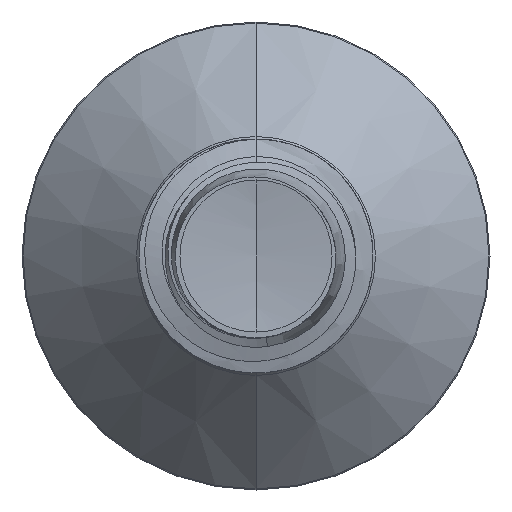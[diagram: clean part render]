
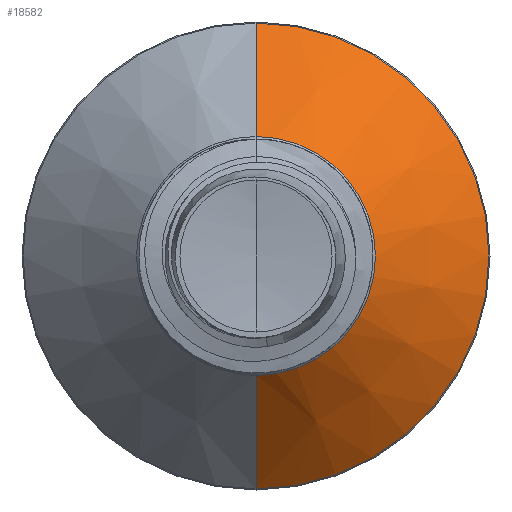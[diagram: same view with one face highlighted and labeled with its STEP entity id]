
A CAD part, front view. The second image highlights one B-rep face of the part: STEP entity #18582.
In plain terms, the highlighted conical face has half-angle 45 degrees and reference radius 2.042 mm.
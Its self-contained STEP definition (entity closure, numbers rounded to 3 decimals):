
#1433 = EDGE_CURVE ( 'NONE', #4154, #3066, #31741, .T. ) ;
#1886 = AXIS2_PLACEMENT_3D ( 'NONE', #31686, #19005, #13376 ) ;
#3066 = VERTEX_POINT ( 'NONE', #12656 ) ;
#3760 = VERTEX_POINT ( 'NONE', #8718 ) ;
#4154 = VERTEX_POINT ( 'NONE', #6549 ) ;
#5608 = EDGE_CURVE ( 'NONE', #4154, #23304, #20264, .T. ) ;
#5772 = LINE ( 'NONE', #26031, #35071 ) ;
#6549 = CARTESIAN_POINT ( 'NONE',  ( 0., 19.842, 2.042 ) ) ;
#8536 = EDGE_CURVE ( 'NONE', #23304, #3760, #13326, .T. ) ;
#8718 = CARTESIAN_POINT ( 'NONE',  ( 0., 21.782, -3.982 ) ) ;
#10723 = AXIS2_PLACEMENT_3D ( 'NONE', #32072, #16699, #34815 ) ;
#12292 = ORIENTED_EDGE ( 'NONE', *, *, #1433, .T. ) ;
#12656 = CARTESIAN_POINT ( 'NONE',  ( 0., 19.842, -2.042 ) ) ;
#12673 = DIRECTION ( 'NONE',  ( 0., 0.707, -0.707 ) ) ;
#12821 = ORIENTED_EDGE ( 'NONE', *, *, #24833, .T. ) ;
#12903 = VECTOR ( 'NONE', #33345, 1000. ) ;
#13063 = ORIENTED_EDGE ( 'NONE', *, *, #8536, .F. ) ;
#13326 = CIRCLE ( 'NONE', #10723, 3.982 ) ;
#13376 = DIRECTION ( 'NONE',  ( 0., 0., 1. ) ) ;
#14750 = ORIENTED_EDGE ( 'NONE', *, *, #5608, .F. ) ;
#16699 = DIRECTION ( 'NONE',  ( 0., 1., 0. ) ) ;
#18582 = ADVANCED_FACE ( 'NONE', ( #22978 ), #28221, .T. ) ;
#19005 = DIRECTION ( 'NONE',  ( 0., 1., 0. ) ) ;
#20264 = LINE ( 'NONE', #33497, #12903 ) ;
#22978 = FACE_OUTER_BOUND ( 'NONE', #26134, .T. ) ;
#23304 = VERTEX_POINT ( 'NONE', #28772 ) ;
#24833 = EDGE_CURVE ( 'NONE', #3066, #3760, #5772, .T. ) ;
#26031 = CARTESIAN_POINT ( 'NONE',  ( 0., 19.842, -2.042 ) ) ;
#26134 = EDGE_LOOP ( 'NONE', ( #12292, #12821, #13063, #14750 ) ) ;
#28221 = CONICAL_SURFACE ( 'NONE', #1886, 2.042, 0.785 ) ;
#28772 = CARTESIAN_POINT ( 'NONE',  ( 0., 21.782, 3.982 ) ) ;
#31686 = CARTESIAN_POINT ( 'NONE',  ( 0., 19.842, 0. ) ) ;
#31741 = CIRCLE ( 'NONE', #31786, 2.042 ) ;
#31786 = AXIS2_PLACEMENT_3D ( 'NONE', #35709, #35657, #35626 ) ;
#32072 = CARTESIAN_POINT ( 'NONE',  ( 0., 21.782, 0. ) ) ;
#33345 = DIRECTION ( 'NONE',  ( 0., 0.707, 0.707 ) ) ;
#33497 = CARTESIAN_POINT ( 'NONE',  ( 0., 19.842, 2.042 ) ) ;
#34815 = DIRECTION ( 'NONE',  ( 0., 0., 1. ) ) ;
#35071 = VECTOR ( 'NONE', #12673, 1000. ) ;
#35626 = DIRECTION ( 'NONE',  ( 0., 0., 1. ) ) ;
#35657 = DIRECTION ( 'NONE',  ( 0., 1., 0. ) ) ;
#35709 = CARTESIAN_POINT ( 'NONE',  ( 0., 19.842, 0. ) ) ;
